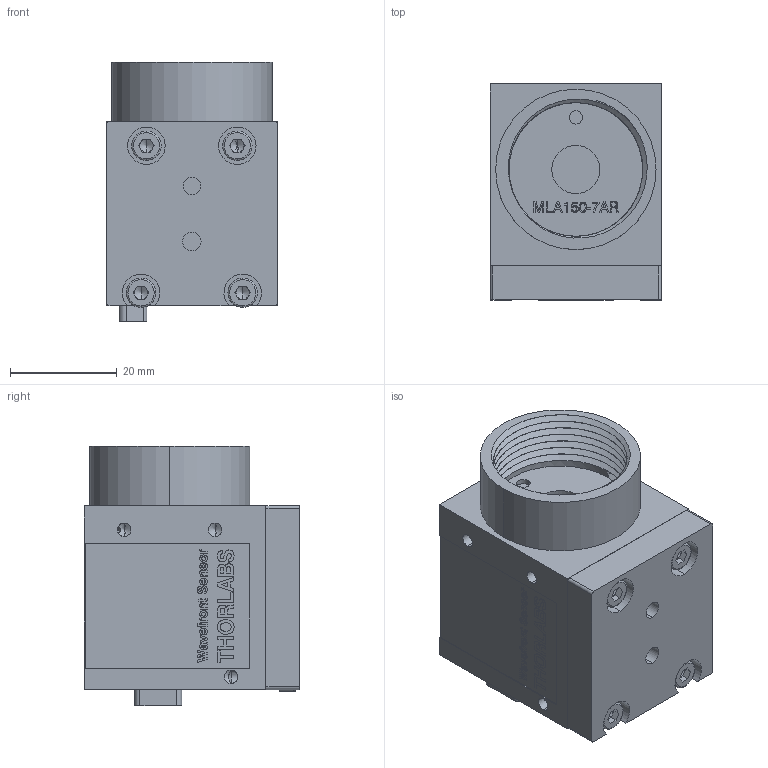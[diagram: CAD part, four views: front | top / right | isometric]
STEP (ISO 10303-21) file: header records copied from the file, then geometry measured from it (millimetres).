
FILE_DESCRIPTION (( 'STEP AP214' ), '1' );
FILE_NAME ('19905-E0W - Rev B.STEP', '2015-10-05T09:09:00', ( '' ), ( '' ), 'SwSTEP 2.0', 'SolidWorks 2014', '' );
FILE_SCHEMA (( 'AUTOMOTIVE_DESIGN' ));
Length unit declared in the file: millimetre
Products named in the file (1): 19905-E0W - Rev B
Bounding box: 32.05 x 40.35 x 48.5 mm (x, y, z)
Volume: 45167.2 mm3; surface area: 14759.3 mm2
Topology: 7 solids, 7 shells, 1141 faces, 2970 edges, 1922 vertices
Faces by surface type: plane 612, bspline 316, cylinder 141, cone 56, torus 16
Entity records: 63731 total; most frequent: CARTESIAN_POINT 25309, ORIENTED_EDGE 5852, DIRECTION 4228, EDGE_CURVE 2926, VECTOR 1938, LINE 1938, VERTEX_POINT 1922, EDGE_LOOP 1286
